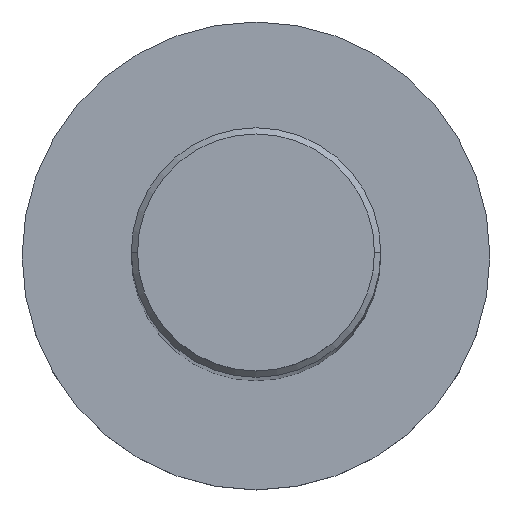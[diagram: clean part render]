
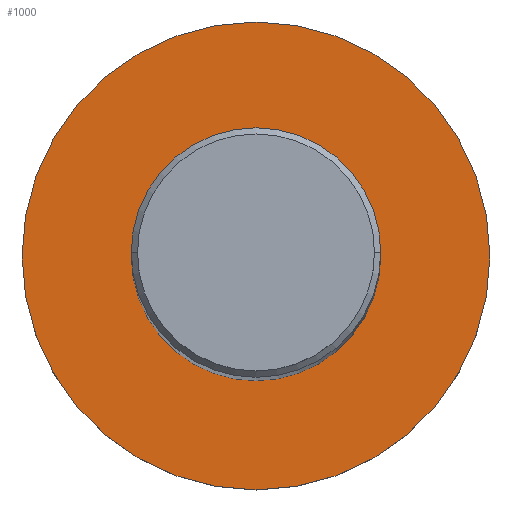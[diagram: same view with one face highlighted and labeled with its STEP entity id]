
A CAD part, top view. The second image highlights one B-rep face of the part: STEP entity #1000.
In plain terms, the highlighted planar face has unit normal (0, 0, 1).
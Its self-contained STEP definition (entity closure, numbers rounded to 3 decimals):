
#178 = CIRCLE ( 'NONE', #1675, 20. ) ;
#400 = DIRECTION ( 'NONE',  ( 0., 0., -1. ) ) ;
#707 = PLANE ( 'NONE',  #3659 ) ;
#725 = DIRECTION ( 'NONE',  ( 1., 0., 0. ) ) ;
#767 = FACE_OUTER_BOUND ( 'NONE', #2586, .T. ) ;
#837 = AXIS2_PLACEMENT_3D ( 'NONE', #1863, #400, #4485 ) ;
#1000 = ADVANCED_FACE ( 'NONE', ( #4169, #767 ), #707, .T. ) ;
#1067 = DIRECTION ( 'NONE',  ( -1., 0., 0. ) ) ;
#1160 = ORIENTED_EDGE ( 'NONE', *, *, #4250, .T. ) ;
#1237 = DIRECTION ( 'NONE',  ( -1., 0., 0. ) ) ;
#1437 = CARTESIAN_POINT ( 'NONE',  ( 0., 0., 32. ) ) ;
#1441 = VERTEX_POINT ( 'NONE', #2866 ) ;
#1469 = DIRECTION ( 'NONE',  ( 0., 0., 1. ) ) ;
#1549 = CIRCLE ( 'NONE', #2784, 20. ) ;
#1675 = AXIS2_PLACEMENT_3D ( 'NONE', #1437, #4463, #4048 ) ;
#1779 = ORIENTED_EDGE ( 'NONE', *, *, #4244, .F. ) ;
#1863 = CARTESIAN_POINT ( 'NONE',  ( 0., 0., 32. ) ) ;
#1877 = VERTEX_POINT ( 'NONE', #2053 ) ;
#1915 = ORIENTED_EDGE ( 'NONE', *, *, #3457, .F. ) ;
#2053 = CARTESIAN_POINT ( 'NONE',  ( 37.5, 0., 32. ) ) ;
#2108 = VERTEX_POINT ( 'NONE', #2138 ) ;
#2138 = CARTESIAN_POINT ( 'NONE',  ( -37.5, 0., 32. ) ) ;
#2377 = EDGE_LOOP ( 'NONE', ( #3794, #1160 ) ) ;
#2586 = EDGE_LOOP ( 'NONE', ( #1915, #1779 ) ) ;
#2708 = EDGE_CURVE ( 'NONE', #1441, #4465, #1549, .T. ) ;
#2784 = AXIS2_PLACEMENT_3D ( 'NONE', #4210, #3472, #1237 ) ;
#2866 = CARTESIAN_POINT ( 'NONE',  ( -20., 0., 32. ) ) ;
#3136 = CARTESIAN_POINT ( 'NONE',  ( 20., 0., 32. ) ) ;
#3313 = CARTESIAN_POINT ( 'NONE',  ( 0., 37.5, 32. ) ) ;
#3457 = EDGE_CURVE ( 'NONE', #2108, #1877, #4097, .T. ) ;
#3472 = DIRECTION ( 'NONE',  ( 0., 0., -1. ) ) ;
#3640 = CARTESIAN_POINT ( 'NONE',  ( 0., 0., 32. ) ) ;
#3659 = AXIS2_PLACEMENT_3D ( 'NONE', #3313, #1469, #725 ) ;
#3759 = AXIS2_PLACEMENT_3D ( 'NONE', #3640, #3983, #1067 ) ;
#3794 = ORIENTED_EDGE ( 'NONE', *, *, #2708, .T. ) ;
#3983 = DIRECTION ( 'NONE',  ( 0., 0., -1. ) ) ;
#4043 = CIRCLE ( 'NONE', #3759, 37.5 ) ;
#4048 = DIRECTION ( 'NONE',  ( -1., 0., 0. ) ) ;
#4097 = CIRCLE ( 'NONE', #837, 37.5 ) ;
#4169 = FACE_BOUND ( 'NONE', #2377, .T. ) ;
#4210 = CARTESIAN_POINT ( 'NONE',  ( 0., 0., 32. ) ) ;
#4244 = EDGE_CURVE ( 'NONE', #1877, #2108, #4043, .T. ) ;
#4250 = EDGE_CURVE ( 'NONE', #4465, #1441, #178, .T. ) ;
#4463 = DIRECTION ( 'NONE',  ( 0., 0., -1. ) ) ;
#4465 = VERTEX_POINT ( 'NONE', #3136 ) ;
#4485 = DIRECTION ( 'NONE',  ( -1., 0., 0. ) ) ;
